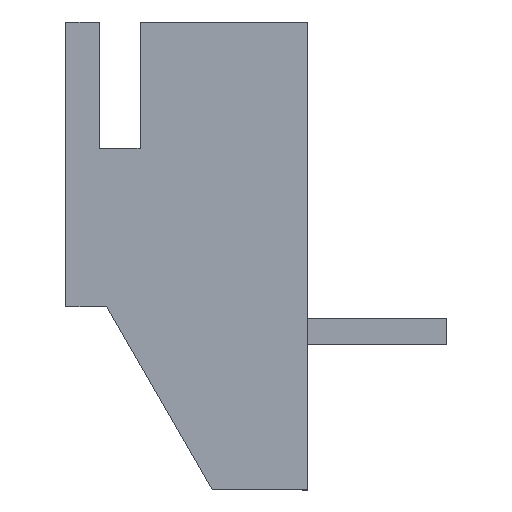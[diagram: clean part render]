
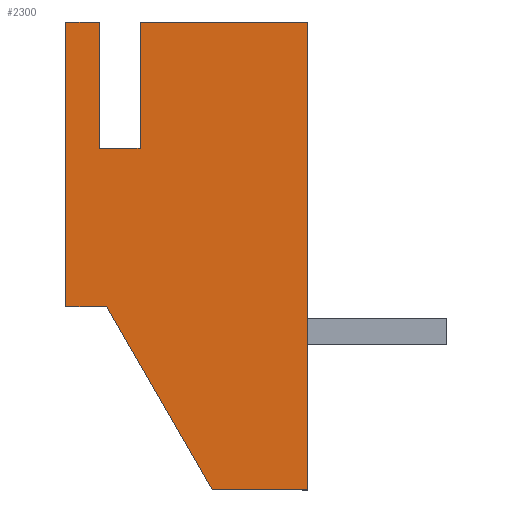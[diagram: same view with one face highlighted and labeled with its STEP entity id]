
A CAD part, left-side view. The second image highlights one B-rep face of the part: STEP entity #2300.
In plain terms, the highlighted planar face has unit normal (-1, 0, 0).
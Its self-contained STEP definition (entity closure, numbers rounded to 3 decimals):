
#42 = CARTESIAN_POINT ( 'NONE',  ( -3.7, 5.125, 5.75 ) ) ;
#155 = ORIENTED_EDGE ( 'NONE', *, *, #2806, .T. ) ;
#160 = LINE ( 'NONE', #2815, #3532 ) ;
#163 = AXIS2_PLACEMENT_3D ( 'NONE', #411, #744, #223 ) ;
#223 = DIRECTION ( 'NONE',  ( 0., 0., 1. ) ) ;
#294 = LINE ( 'NONE', #2621, #1536 ) ;
#298 = CARTESIAN_POINT ( 'NONE',  ( -3.7, 5.95, 5.75 ) ) ;
#377 = CARTESIAN_POINT ( 'NONE',  ( -3.7, 0., -5.75 ) ) ;
#411 = CARTESIAN_POINT ( 'NONE',  ( -3.7, 0., 5.75 ) ) ;
#511 = CARTESIAN_POINT ( 'NONE',  ( -3.7, 5.95, 5.75 ) ) ;
#589 = VERTEX_POINT ( 'NONE', #42 ) ;
#645 = CARTESIAN_POINT ( 'NONE',  ( -3.7, 4.125, 2.65 ) ) ;
#702 = FACE_OUTER_BOUND ( 'NONE', #1527, .T. ) ;
#725 = VERTEX_POINT ( 'NONE', #1809 ) ;
#744 = DIRECTION ( 'NONE',  ( -1., 0., 0. ) ) ;
#786 = VERTEX_POINT ( 'NONE', #2447 ) ;
#798 = ORIENTED_EDGE ( 'NONE', *, *, #836, .T. ) ;
#808 = DIRECTION ( 'NONE',  ( 0., 0., -1. ) ) ;
#836 = EDGE_CURVE ( 'NONE', #1298, #2196, #2220, .T. ) ;
#844 = DIRECTION ( 'NONE',  ( 0., -0.5, -0.866 ) ) ;
#892 = EDGE_CURVE ( 'NONE', #3487, #3649, #1322, .T. ) ;
#952 = VERTEX_POINT ( 'NONE', #298 ) ;
#975 = VECTOR ( 'NONE', #3682, 1000. ) ;
#977 = VECTOR ( 'NONE', #1701, 1000. ) ;
#991 = LINE ( 'NONE', #511, #977 ) ;
#997 = VECTOR ( 'NONE', #2333, 1000. ) ;
#1033 = LINE ( 'NONE', #2123, #3526 ) ;
#1143 = VERTEX_POINT ( 'NONE', #1552 ) ;
#1183 = LINE ( 'NONE', #3459, #1350 ) ;
#1298 = VERTEX_POINT ( 'NONE', #1903 ) ;
#1322 = LINE ( 'NONE', #2516, #975 ) ;
#1327 = VECTOR ( 'NONE', #2035, 1000. ) ;
#1331 = EDGE_CURVE ( 'NONE', #3764, #786, #294, .T. ) ;
#1350 = VECTOR ( 'NONE', #844, 1000. ) ;
#1376 = DIRECTION ( 'NONE',  ( 0., 0., 1. ) ) ;
#1403 = EDGE_CURVE ( 'NONE', #786, #3487, #1183, .T. ) ;
#1457 = CARTESIAN_POINT ( 'NONE',  ( -3.7, 5.125, 5.75 ) ) ;
#1463 = DIRECTION ( 'NONE',  ( 0., -1., 0. ) ) ;
#1527 = EDGE_LOOP ( 'NONE', ( #3700, #3289, #155, #2748, #798, #2967, #2525, #2309, #2412, #2210 ) ) ;
#1536 = VECTOR ( 'NONE', #1463, 1000. ) ;
#1552 = CARTESIAN_POINT ( 'NONE',  ( -3.7, 5.125, 2.65 ) ) ;
#1701 = DIRECTION ( 'NONE',  ( 0., 0., -1. ) ) ;
#1736 = EDGE_CURVE ( 'NONE', #589, #952, #3233, .T. ) ;
#1809 = CARTESIAN_POINT ( 'NONE',  ( -3.7, 0., 5.75 ) ) ;
#1818 = VECTOR ( 'NONE', #3031, 1000. ) ;
#1835 = DIRECTION ( 'NONE',  ( 0., 0., 1. ) ) ;
#1871 = CARTESIAN_POINT ( 'NONE',  ( -3.7, 0., 5.75 ) ) ;
#1903 = CARTESIAN_POINT ( 'NONE',  ( -3.7, 4.125, 5.75 ) ) ;
#1928 = EDGE_CURVE ( 'NONE', #952, #3764, #991, .T. ) ;
#2035 = DIRECTION ( 'NONE',  ( 0., 1., 0. ) ) ;
#2123 = CARTESIAN_POINT ( 'NONE',  ( -3.7, 0., 5.75 ) ) ;
#2195 = CARTESIAN_POINT ( 'NONE',  ( -3.7, 5.95, -1.25 ) ) ;
#2196 = VERTEX_POINT ( 'NONE', #645 ) ;
#2210 = ORIENTED_EDGE ( 'NONE', *, *, #1331, .T. ) ;
#2220 = LINE ( 'NONE', #3720, #3186 ) ;
#2300 = ADVANCED_FACE ( 'NONE', ( #702 ), #3046, .T. ) ;
#2309 = ORIENTED_EDGE ( 'NONE', *, *, #1736, .T. ) ;
#2333 = DIRECTION ( 'NONE',  ( 0., 1., 0. ) ) ;
#2352 = CARTESIAN_POINT ( 'NONE',  ( -3.7, 0., 2.65 ) ) ;
#2412 = ORIENTED_EDGE ( 'NONE', *, *, #1928, .T. ) ;
#2447 = CARTESIAN_POINT ( 'NONE',  ( -3.7, 4.95, -1.25 ) ) ;
#2516 = CARTESIAN_POINT ( 'NONE',  ( -3.7, 0., -5.75 ) ) ;
#2525 = ORIENTED_EDGE ( 'NONE', *, *, #3719, .T. ) ;
#2621 = CARTESIAN_POINT ( 'NONE',  ( -3.7, 5.95, -1.25 ) ) ;
#2728 = LINE ( 'NONE', #1871, #1818 ) ;
#2748 = ORIENTED_EDGE ( 'NONE', *, *, #2845, .T. ) ;
#2806 = EDGE_CURVE ( 'NONE', #3649, #725, #1033, .T. ) ;
#2815 = CARTESIAN_POINT ( 'NONE',  ( -3.7, 5.125, 2.65 ) ) ;
#2845 = EDGE_CURVE ( 'NONE', #725, #1298, #2728, .T. ) ;
#2937 = LINE ( 'NONE', #2352, #1327 ) ;
#2967 = ORIENTED_EDGE ( 'NONE', *, *, #2995, .T. ) ;
#2995 = EDGE_CURVE ( 'NONE', #2196, #1143, #2937, .T. ) ;
#3031 = DIRECTION ( 'NONE',  ( 0., 1., 0. ) ) ;
#3046 = PLANE ( 'NONE',  #163 ) ;
#3186 = VECTOR ( 'NONE', #808, 1000. ) ;
#3233 = LINE ( 'NONE', #1457, #997 ) ;
#3289 = ORIENTED_EDGE ( 'NONE', *, *, #892, .T. ) ;
#3459 = CARTESIAN_POINT ( 'NONE',  ( -3.7, 4.95, -1.25 ) ) ;
#3487 = VERTEX_POINT ( 'NONE', #3755 ) ;
#3526 = VECTOR ( 'NONE', #1835, 1000. ) ;
#3532 = VECTOR ( 'NONE', #1376, 1000. ) ;
#3649 = VERTEX_POINT ( 'NONE', #377 ) ;
#3682 = DIRECTION ( 'NONE',  ( 0., -1., 0. ) ) ;
#3700 = ORIENTED_EDGE ( 'NONE', *, *, #1403, .T. ) ;
#3719 = EDGE_CURVE ( 'NONE', #1143, #589, #160, .T. ) ;
#3720 = CARTESIAN_POINT ( 'NONE',  ( -3.7, 4.125, 5.75 ) ) ;
#3755 = CARTESIAN_POINT ( 'NONE',  ( -3.7, 2.352, -5.75 ) ) ;
#3764 = VERTEX_POINT ( 'NONE', #2195 ) ;
